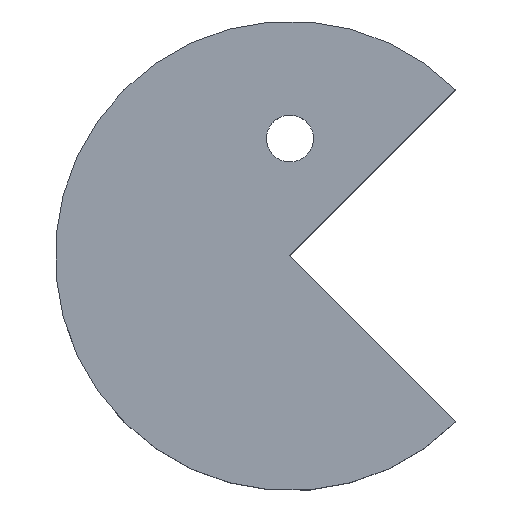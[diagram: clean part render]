
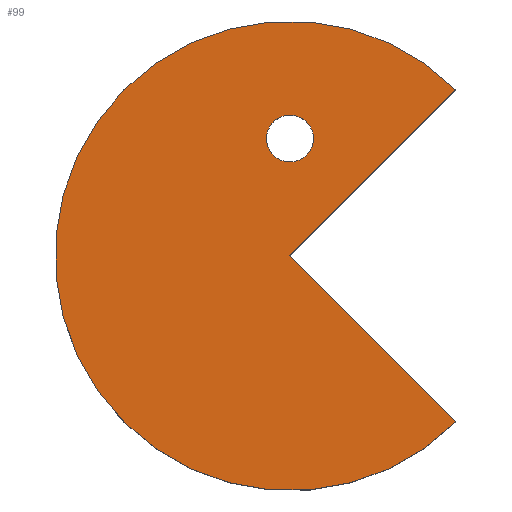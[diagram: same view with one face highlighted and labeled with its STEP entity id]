
A CAD part, top view. The second image highlights one B-rep face of the part: STEP entity #99.
In plain terms, the highlighted planar face has unit normal (0, 0, 1).
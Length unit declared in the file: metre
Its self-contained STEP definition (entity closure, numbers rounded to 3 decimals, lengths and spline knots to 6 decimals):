
#13=CIRCLE('',#117,0.5);
#14=CIRCLE('',#119,0.05);
#32=ORIENTED_EDGE('',*,*,#47,.F.);
#33=ORIENTED_EDGE('',*,*,#42,.F.);
#34=ORIENTED_EDGE('',*,*,#46,.T.);
#35=ORIENTED_EDGE('',*,*,#50,.T.);
#42=EDGE_CURVE('',#53,#54,#61,.T.);
#46=EDGE_CURVE('',#53,#56,#13,.T.);
#47=EDGE_CURVE('',#57,#57,#14,.T.);
#50=EDGE_CURVE('',#56,#54,#65,.T.);
#53=VERTEX_POINT('',#159);
#54=VERTEX_POINT('',#161);
#56=VERTEX_POINT('',#167);
#57=VERTEX_POINT('',#171);
#61=LINE('',#160,#68);
#65=LINE('',#176,#72);
#68=VECTOR('',#130,1.);
#72=VECTOR('',#148,1.);
#78=EDGE_LOOP('',(#32));
#79=EDGE_LOOP('',(#33,#34,#35));
#87=FACE_BOUND('',#78,.T.);
#88=FACE_BOUND('',#79,.T.);
#93=PLANE('',#122);
#99=ADVANCED_FACE('',(#87,#88),#93,.T.);
#117=AXIS2_PLACEMENT_3D('',#168,#137,#138);
#119=AXIS2_PLACEMENT_3D('',#170,#141,#142);
#122=AXIS2_PLACEMENT_3D('',#177,#149,#150);
#130=DIRECTION('',(-0.707,-0.707,0.));
#137=DIRECTION('',(0.,0.,1.));
#138=DIRECTION('',(1.,0.,0.));
#141=DIRECTION('',(0.,0.,1.));
#142=DIRECTION('',(1.,0.,0.));
#148=DIRECTION('',(-0.707,0.707,0.));
#149=DIRECTION('',(0.,0.,1.));
#150=DIRECTION('',(1.,0.,0.));
#159=CARTESIAN_POINT('',(0.853553,0.853553,0.2));
#160=CARTESIAN_POINT('',(0.676777,0.676777,0.2));
#161=CARTESIAN_POINT('',(0.5,0.5,0.2));
#167=CARTESIAN_POINT('',(0.853553,0.146447,0.2));
#168=CARTESIAN_POINT('',(0.5,0.5,0.2));
#170=CARTESIAN_POINT('',(0.5,0.75,0.2));
#171=CARTESIAN_POINT('',(0.55,0.75,0.2));
#176=CARTESIAN_POINT('',(0.676777,0.323223,0.2));
#177=CARTESIAN_POINT('',(0.894287,0.869464,0.2));
